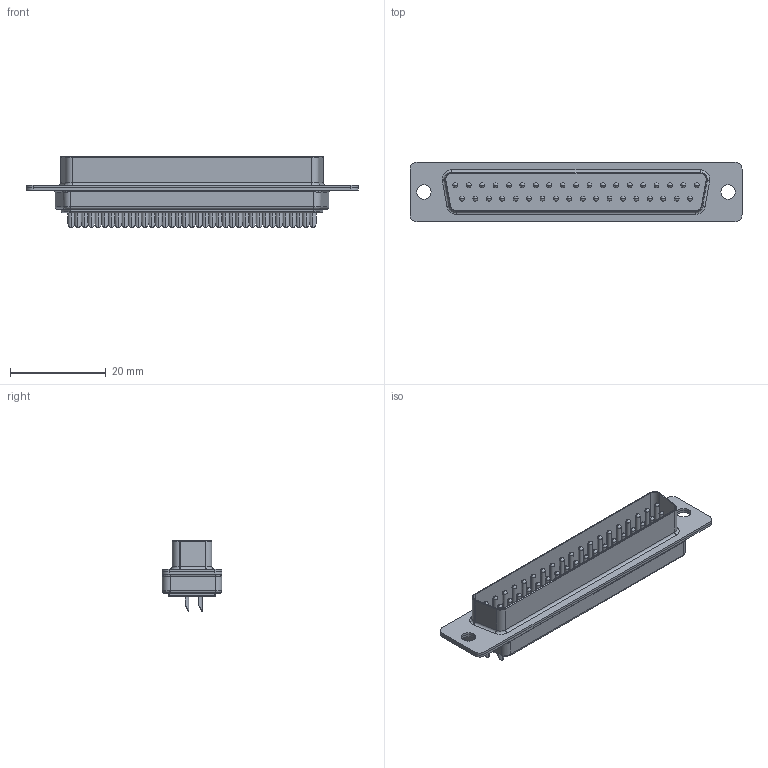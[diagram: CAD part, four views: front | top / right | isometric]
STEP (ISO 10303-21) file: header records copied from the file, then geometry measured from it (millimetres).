
FILE_DESCRIPTION (( 'STEP AP214' ), '1' );
FILE_NAME ('DB-37M.STEP', '2020-11-05T14:16:31', ( 'User' ), ( '' ), 'SwSTEP 2.0', 'SolidWorks 2017', '' );
FILE_SCHEMA (( 'AUTOMOTIVE_DESIGN' ));
Length unit declared in the file: millimetre
Products named in the file (1): DB-37M
Bounding box: 69.3 x 12.5 x 14.8 mm (x, y, z)
Volume: 4167.5 mm3; surface area: 7324.8 mm2
Topology: 7 solids, 7 shells, 557 faces, 1400 edges, 851 vertices
Faces by surface type: cylinder 255, plane 199, bspline 103
Entity records: 18019 total; most frequent: CARTESIAN_POINT 5016, ORIENTED_EDGE 2642, DIRECTION 2636, EDGE_CURVE 1321, AXIS2_PLACEMENT_3D 1004, VERTEX_POINT 851, EDGE_LOOP 642, LINE 628
